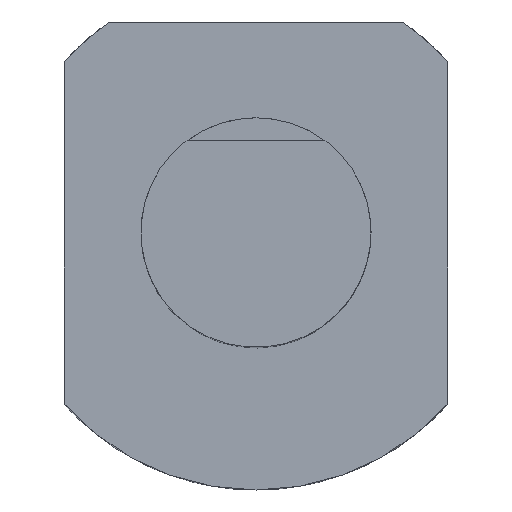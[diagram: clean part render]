
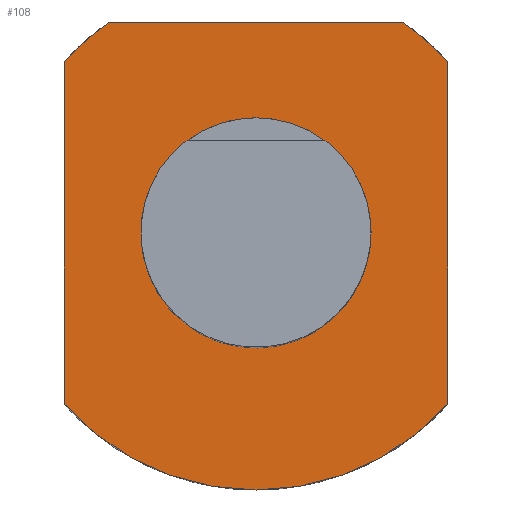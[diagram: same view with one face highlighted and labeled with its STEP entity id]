
A CAD part, top view. The second image highlights one B-rep face of the part: STEP entity #108.
In plain terms, the highlighted planar face has unit normal (0, 0, 1).
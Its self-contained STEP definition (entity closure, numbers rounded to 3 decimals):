
#108=ADVANCED_FACE('',(#189),#161,.T.);
#161=PLANE('',#948);
#189=FACE_OUTER_BOUND('',#234,.T.);
#234=EDGE_LOOP('',(#414,#415,#416,#417,#418,#419));
#296=LINE('',#1337,#355);
#297=LINE('',#1341,#356);
#298=LINE('',#1345,#357);
#355=VECTOR('',#1061,1.);
#356=VECTOR('',#1064,1.);
#357=VECTOR('',#1067,1.);
#414=ORIENTED_EDGE('',*,*,#749,.F.);
#415=ORIENTED_EDGE('',*,*,#750,.T.);
#416=ORIENTED_EDGE('',*,*,#751,.F.);
#417=ORIENTED_EDGE('',*,*,#752,.T.);
#418=ORIENTED_EDGE('',*,*,#753,.F.);
#419=ORIENTED_EDGE('',*,*,#754,.T.);
#664=VERTEX_POINT('',#1335);
#665=VERTEX_POINT('',#1336);
#666=VERTEX_POINT('',#1338);
#667=VERTEX_POINT('',#1340);
#668=VERTEX_POINT('',#1342);
#669=VERTEX_POINT('',#1344);
#749=EDGE_CURVE('',#664,#665,#874,.T.);
#750=EDGE_CURVE('',#664,#666,#296,.T.);
#751=EDGE_CURVE('',#667,#666,#875,.T.);
#752=EDGE_CURVE('',#667,#668,#297,.T.);
#753=EDGE_CURVE('',#669,#668,#876,.T.);
#754=EDGE_CURVE('',#669,#665,#298,.T.);
#874=CIRCLE('',#945,33.5);
#875=CIRCLE('',#946,33.5);
#876=CIRCLE('',#947,33.5);
#945=AXIS2_PLACEMENT_3D('',#1334,#1059,#1060);
#946=AXIS2_PLACEMENT_3D('',#1339,#1062,#1063);
#947=AXIS2_PLACEMENT_3D('',#1343,#1065,#1066);
#948=AXIS2_PLACEMENT_3D('',#1346,#1068,#1069);
#1059=DIRECTION('',(0.,0.,-1.));
#1060=DIRECTION('',(1.,0.,0.));
#1061=DIRECTION('',(-1.,0.,0.));
#1062=DIRECTION('',(0.,0.,-1.));
#1063=DIRECTION('',(1.,0.,0.));
#1064=DIRECTION('',(0.,-1.,0.));
#1065=DIRECTION('',(0.,0.,-1.));
#1066=DIRECTION('',(1.,0.,0.));
#1067=DIRECTION('',(0.,1.,0.));
#1068=DIRECTION('',(0.,0.,1.));
#1069=DIRECTION('',(1.,0.,0.));
#1334=CARTESIAN_POINT('',(0.,0.,0.));
#1335=CARTESIAN_POINT('',(19.131,27.5,0.));
#1336=CARTESIAN_POINT('',(25.,22.299,0.));
#1337=CARTESIAN_POINT('',(-33.5,27.5,0.));
#1338=CARTESIAN_POINT('',(-19.131,27.5,0.));
#1339=CARTESIAN_POINT('',(0.,0.,0.));
#1340=CARTESIAN_POINT('',(-25.,22.299,0.));
#1341=CARTESIAN_POINT('',(-25.,0.,0.));
#1342=CARTESIAN_POINT('',(-25.,-22.299,0.));
#1343=CARTESIAN_POINT('',(0.,0.,0.));
#1344=CARTESIAN_POINT('',(25.,-22.299,0.));
#1345=CARTESIAN_POINT('',(25.,0.,0.));
#1346=CARTESIAN_POINT('',(-33.5,0.,0.));
